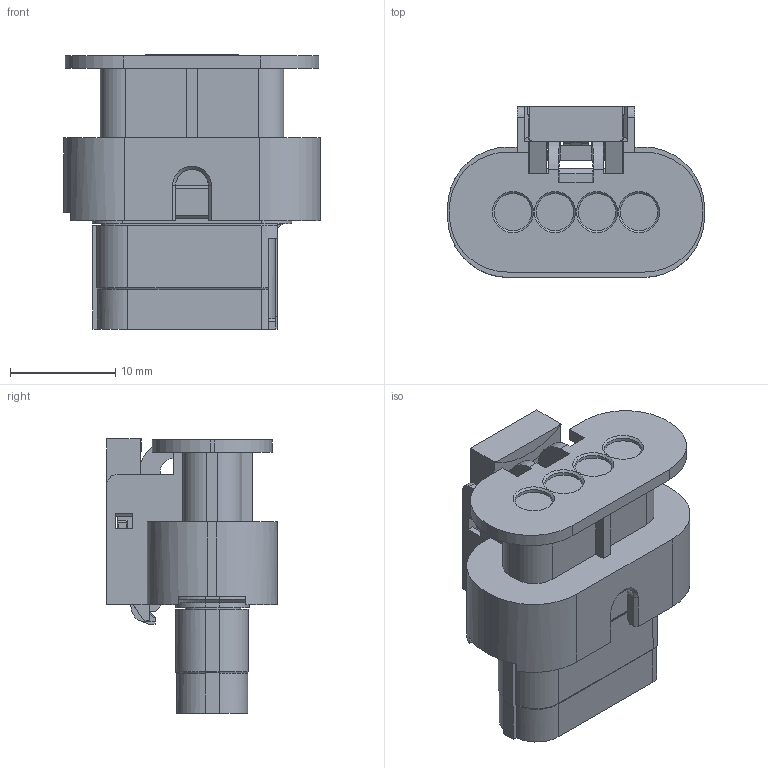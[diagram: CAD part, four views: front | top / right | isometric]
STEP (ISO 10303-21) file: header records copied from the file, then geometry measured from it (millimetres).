
FILE_DESCRIPTION(/* description */ (''),/* implementation_level */ '2;1');
FILE_NAME(/* name */ '35126375-ENV02_02-CONN.stp',/* time_stamp */ '2024-01-04T13:52:31+08:00',/* author */ (''),/* organization */ (''),/* preprocessor_version */ 'ST-DEVELOPER v16',/* originating_system */ 'SIEMENS PLM Software NX 11.0',/* authorisation */ '');
FILE_SCHEMA (('AUTOMOTIVE_DESIGN { 1 0 10303 214 3 1 1 1 }'));
Length unit declared in the file: millimetre
Products named in the file (1): 35126375-ENV02_02-CONN
Bounding box: 24.45 x 16.25 x 26.1 mm (x, y, z)
Volume: 4154.7 mm3; surface area: 4117.1 mm2
Topology: 1 solids, 1 shells, 444 faces, 1287 edges, 836 vertices
Faces by surface type: plane 353, cylinder 56, cone 28, bspline 6, sphere 1
Entity records: 15422 total; most frequent: CARTESIAN_POINT 3767, ORIENTED_EDGE 2542, DIRECTION 2250, EDGE_CURVE 1271, LINE 1056, VECTOR 1056, VERTEX_POINT 828, AXIS2_PLACEMENT_3D 597
